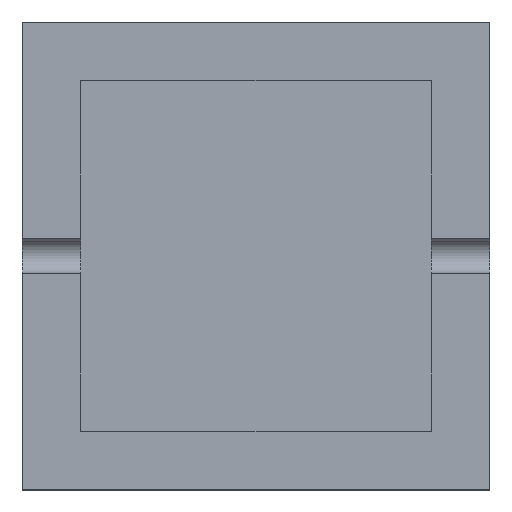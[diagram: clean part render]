
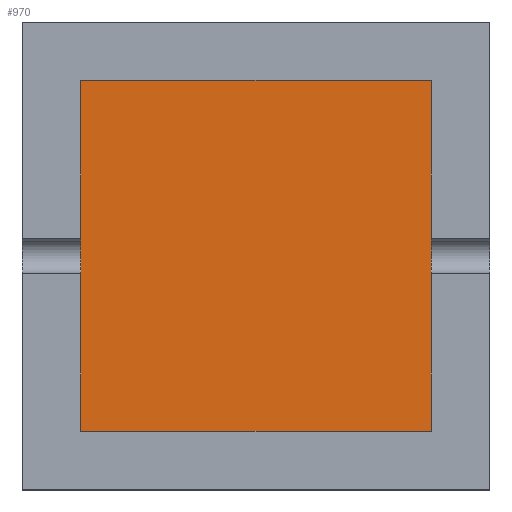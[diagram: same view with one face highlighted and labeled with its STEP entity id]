
A CAD part, top view. The second image highlights one B-rep face of the part: STEP entity #970.
In plain terms, the highlighted planar face has unit normal (0, 0, 1).
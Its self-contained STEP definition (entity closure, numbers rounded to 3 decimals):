
#469 = PLANE('',#470);
#470 = AXIS2_PLACEMENT_3D('',#471,#472,#473);
#471 = CARTESIAN_POINT('',(-120.,-120.,80.));
#472 = DIRECTION('',(1.,0.,0.));
#473 = DIRECTION('',(0.,1.,0.));
#497 = PLANE('',#498);
#498 = AXIS2_PLACEMENT_3D('',#499,#500,#501);
#499 = CARTESIAN_POINT('',(-120.,120.,80.));
#500 = DIRECTION('',(0.,-1.,0.));
#501 = DIRECTION('',(1.,0.,0.));
#525 = PLANE('',#526);
#526 = AXIS2_PLACEMENT_3D('',#527,#528,#529);
#527 = CARTESIAN_POINT('',(120.,120.,80.));
#528 = DIRECTION('',(-1.,0.,0.));
#529 = DIRECTION('',(0.,-1.,0.));
#694 = PLANE('',#695);
#695 = AXIS2_PLACEMENT_3D('',#696,#697,#698);
#696 = CARTESIAN_POINT('',(120.,-120.,80.));
#697 = DIRECTION('',(0.,1.,0.));
#698 = DIRECTION('',(-1.,0.,0.));
#771 = VERTEX_POINT('',#772);
#772 = CARTESIAN_POINT('',(120.,120.,30.));
#793 = EDGE_CURVE('',#771,#794,#796,.T.);
#794 = VERTEX_POINT('',#795);
#795 = CARTESIAN_POINT('',(120.,-120.,30.));
#796 = SURFACE_CURVE('',#797,(#801,#808),.PCURVE_S1.);
#797 = LINE('',#798,#799);
#798 = CARTESIAN_POINT('',(120.,120.,30.));
#799 = VECTOR('',#800,1.);
#800 = DIRECTION('',(0.,-1.,0.));
#801 = PCURVE('',#525,#802);
#802 = DEFINITIONAL_REPRESENTATION('',(#803),#807);
#803 = LINE('',#804,#805);
#804 = CARTESIAN_POINT('',(0.,-50.));
#805 = VECTOR('',#806,1.);
#806 = DIRECTION('',(1.,0.));
#807 = ( GEOMETRIC_REPRESENTATION_CONTEXT(2) 
PARAMETRIC_REPRESENTATION_CONTEXT() REPRESENTATION_CONTEXT('2D SPACE',''
  ) );
#808 = PCURVE('',#809,#814);
#809 = PLANE('',#810);
#810 = AXIS2_PLACEMENT_3D('',#811,#812,#813);
#811 = CARTESIAN_POINT('',(-120.,120.,30.));
#812 = DIRECTION('',(0.,0.,1.));
#813 = DIRECTION('',(1.,0.,0.));
#814 = DEFINITIONAL_REPRESENTATION('',(#815),#819);
#815 = LINE('',#816,#817);
#816 = CARTESIAN_POINT('',(240.,0.));
#817 = VECTOR('',#818,1.);
#818 = DIRECTION('',(0.,-1.));
#819 = ( GEOMETRIC_REPRESENTATION_CONTEXT(2) 
PARAMETRIC_REPRESENTATION_CONTEXT() REPRESENTATION_CONTEXT('2D SPACE',''
  ) );
#848 = VERTEX_POINT('',#849);
#849 = CARTESIAN_POINT('',(-120.,120.,30.));
#870 = EDGE_CURVE('',#848,#771,#871,.T.);
#871 = SURFACE_CURVE('',#872,(#876,#883),.PCURVE_S1.);
#872 = LINE('',#873,#874);
#873 = CARTESIAN_POINT('',(-120.,120.,30.));
#874 = VECTOR('',#875,1.);
#875 = DIRECTION('',(1.,0.,0.));
#876 = PCURVE('',#497,#877);
#877 = DEFINITIONAL_REPRESENTATION('',(#878),#882);
#878 = LINE('',#879,#880);
#879 = CARTESIAN_POINT('',(0.,-50.));
#880 = VECTOR('',#881,1.);
#881 = DIRECTION('',(1.,0.));
#882 = ( GEOMETRIC_REPRESENTATION_CONTEXT(2) 
PARAMETRIC_REPRESENTATION_CONTEXT() REPRESENTATION_CONTEXT('2D SPACE',''
  ) );
#883 = PCURVE('',#809,#884);
#884 = DEFINITIONAL_REPRESENTATION('',(#885),#889);
#885 = LINE('',#886,#887);
#886 = CARTESIAN_POINT('',(0.,0.));
#887 = VECTOR('',#888,1.);
#888 = DIRECTION('',(1.,0.));
#889 = ( GEOMETRIC_REPRESENTATION_CONTEXT(2) 
PARAMETRIC_REPRESENTATION_CONTEXT() REPRESENTATION_CONTEXT('2D SPACE',''
  ) );
#898 = VERTEX_POINT('',#899);
#899 = CARTESIAN_POINT('',(-120.,-120.,30.));
#920 = EDGE_CURVE('',#898,#848,#921,.T.);
#921 = SURFACE_CURVE('',#922,(#926,#933),.PCURVE_S1.);
#922 = LINE('',#923,#924);
#923 = CARTESIAN_POINT('',(-120.,-120.,30.));
#924 = VECTOR('',#925,1.);
#925 = DIRECTION('',(0.,1.,0.));
#926 = PCURVE('',#469,#927);
#927 = DEFINITIONAL_REPRESENTATION('',(#928),#932);
#928 = LINE('',#929,#930);
#929 = CARTESIAN_POINT('',(0.,-50.));
#930 = VECTOR('',#931,1.);
#931 = DIRECTION('',(1.,0.));
#932 = ( GEOMETRIC_REPRESENTATION_CONTEXT(2) 
PARAMETRIC_REPRESENTATION_CONTEXT() REPRESENTATION_CONTEXT('2D SPACE',''
  ) );
#933 = PCURVE('',#809,#934);
#934 = DEFINITIONAL_REPRESENTATION('',(#935),#939);
#935 = LINE('',#936,#937);
#936 = CARTESIAN_POINT('',(0.,-240.));
#937 = VECTOR('',#938,1.);
#938 = DIRECTION('',(0.,1.));
#939 = ( GEOMETRIC_REPRESENTATION_CONTEXT(2) 
PARAMETRIC_REPRESENTATION_CONTEXT() REPRESENTATION_CONTEXT('2D SPACE',''
  ) );
#948 = EDGE_CURVE('',#794,#898,#949,.T.);
#949 = SURFACE_CURVE('',#950,(#954,#961),.PCURVE_S1.);
#950 = LINE('',#951,#952);
#951 = CARTESIAN_POINT('',(120.,-120.,30.));
#952 = VECTOR('',#953,1.);
#953 = DIRECTION('',(-1.,0.,0.));
#954 = PCURVE('',#694,#955);
#955 = DEFINITIONAL_REPRESENTATION('',(#956),#960);
#956 = LINE('',#957,#958);
#957 = CARTESIAN_POINT('',(0.,-50.));
#958 = VECTOR('',#959,1.);
#959 = DIRECTION('',(1.,0.));
#960 = ( GEOMETRIC_REPRESENTATION_CONTEXT(2) 
PARAMETRIC_REPRESENTATION_CONTEXT() REPRESENTATION_CONTEXT('2D SPACE',''
  ) );
#961 = PCURVE('',#809,#962);
#962 = DEFINITIONAL_REPRESENTATION('',(#963),#967);
#963 = LINE('',#964,#965);
#964 = CARTESIAN_POINT('',(240.,-240.));
#965 = VECTOR('',#966,1.);
#966 = DIRECTION('',(-1.,0.));
#967 = ( GEOMETRIC_REPRESENTATION_CONTEXT(2) 
PARAMETRIC_REPRESENTATION_CONTEXT() REPRESENTATION_CONTEXT('2D SPACE',''
  ) );
#970 = ADVANCED_FACE('',(#971),#809,.T.);
#971 = FACE_BOUND('',#972,.F.);
#972 = EDGE_LOOP('',(#973,#974,#975,#976));
#973 = ORIENTED_EDGE('',*,*,#870,.T.);
#974 = ORIENTED_EDGE('',*,*,#793,.T.);
#975 = ORIENTED_EDGE('',*,*,#948,.T.);
#976 = ORIENTED_EDGE('',*,*,#920,.T.);
